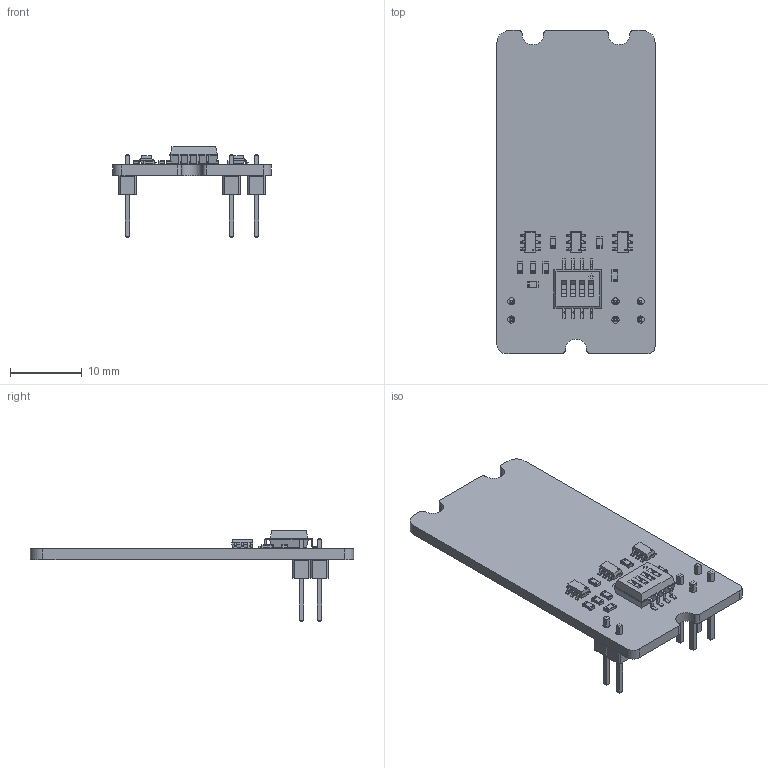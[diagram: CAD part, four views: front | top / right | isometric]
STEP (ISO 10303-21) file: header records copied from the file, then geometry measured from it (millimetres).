
FILE_DESCRIPTION(('KiCad electronic assembly'),'2;1');
FILE_NAME('MothbeamAttractor.step','2025-05-07T16:52:30',('Pcbnew'),( 'Kicad'),'Open CASCADE STEP processor 7.8','KiCad to STEP converter' ,'Unknown');
FILE_SCHEMA(('AUTOMOTIVE_DESIGN { 1 0 10303 214 1 1 1 1 }'));
Length unit declared in the file: millimetre
Products named in the file (6): MothbeamAttractor 1; SW_DIP_SPSTx04_Slide_KingTek_DSHP04TS_W7.62mm_P1.27mm; R_0603_1608Metric; SC-74-6_1.55x2.9mm_P0.95mm; PinHeader_1x02_P2.54mm_Vertical; MothbeamAttractor_PCB
Assembly tree (15 placements, depth 2):
  MothbeamAttractor 1
    SW_DIP_SPSTx04_Slide_KingTek_DSHP04TS_W7.62mm_P1.27mm
    R_0603_1608Metric  x7
    SC-74-6_1.55x2.9mm_P0.95mm  x3
    PinHeader_1x02_P2.54mm_Vertical  x3
    MothbeamAttractor_PCB
Bounding box: 22 x 45 x 12.67 mm (x, y, z)
Volume: 1673.1 mm3; surface area: 2748 mm2
Topology: 15 solids, 15 shells, 855 faces, 2169 edges, 1364 vertices
Faces by surface type: plane 624, cylinder 179, bspline 52
Full cylindrical faces by diameter (mm): 1 x6
Entity records: 14766 total; most frequent: CARTESIAN_POINT 2210, ORIENTED_EDGE 2038, DIRECTION 1912, EDGE_CURVE 1019, LINE 824, VECTOR 824, VERTEX_POINT 642, AXIS2_PLACEMENT_3D 544
